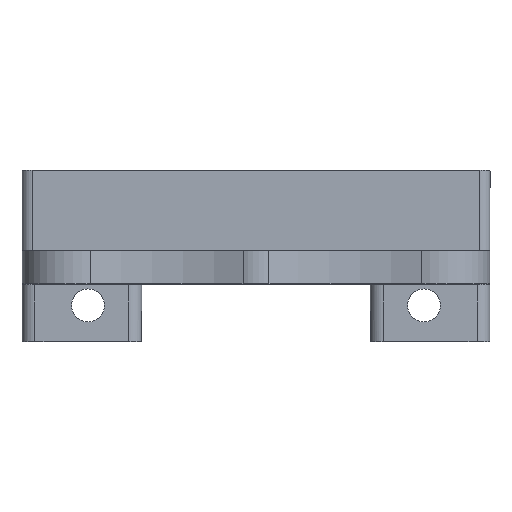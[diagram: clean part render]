
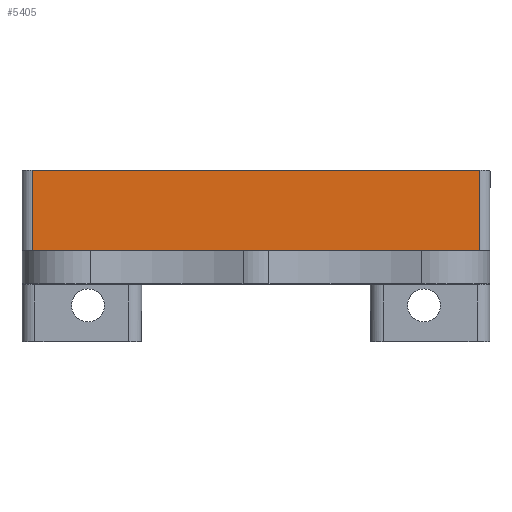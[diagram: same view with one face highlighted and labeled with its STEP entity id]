
A CAD part, top view. The second image highlights one B-rep face of the part: STEP entity #5405.
In plain terms, the highlighted planar face has unit normal (0, 0, 1).
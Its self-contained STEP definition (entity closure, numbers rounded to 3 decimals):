
#225=PLANE('',#5912);
#447=FACE_OUTER_BOUND('',#751,.T.);
#751=EDGE_LOOP('',(#4497,#4498,#4499,#4500));
#911=LINE('',#7988,#1351);
#1181=LINE('',#9828,#1621);
#1182=LINE('',#9833,#1622);
#1183=LINE('',#9835,#1623);
#1351=VECTOR('',#6230,10.);
#1621=VECTOR('',#7186,10.);
#1622=VECTOR('',#7193,10.);
#1623=VECTOR('',#7196,10.);
#2135=VERTEX_POINT('',#7985);
#2136=VERTEX_POINT('',#7987);
#2489=VERTEX_POINT('',#9827);
#2490=VERTEX_POINT('',#9831);
#2685=EDGE_CURVE('',#2135,#2136,#911,.T.);
#3212=EDGE_CURVE('',#2136,#2489,#1181,.T.);
#3215=EDGE_CURVE('',#2490,#2135,#1182,.T.);
#3216=EDGE_CURVE('',#2490,#2489,#1183,.T.);
#4497=ORIENTED_EDGE('',*,*,#3212,.F.);
#4498=ORIENTED_EDGE('',*,*,#2685,.F.);
#4499=ORIENTED_EDGE('',*,*,#3215,.F.);
#4500=ORIENTED_EDGE('',*,*,#3216,.T.);
#5405=ADVANCED_FACE('',(#447),#225,.F.);
#5912=AXIS2_PLACEMENT_3D('',#9834,#7194,#7195);
#6230=DIRECTION('',(1.,0.,0.));
#7186=DIRECTION('',(0.,-1.,0.));
#7193=DIRECTION('',(0.,1.,0.));
#7194=DIRECTION('center_axis',(0.,0.,-1.));
#7195=DIRECTION('ref_axis',(1.,0.,0.));
#7196=DIRECTION('',(1.,0.,0.));
#7985=CARTESIAN_POINT('',(-37.875,9.,39.528));
#7987=CARTESIAN_POINT('',(5.385,9.,39.528));
#7988=CARTESIAN_POINT('',(-27.56,9.,39.528));
#9827=CARTESIAN_POINT('',(5.385,1.2,39.528));
#9828=CARTESIAN_POINT('',(5.385,4.5,39.528));
#9831=CARTESIAN_POINT('',(-37.875,1.2,39.528));
#9833=CARTESIAN_POINT('',(-37.875,4.5,39.528));
#9834=CARTESIAN_POINT('Origin',(-38.875,9.,39.528));
#9835=CARTESIAN_POINT('',(-4.93,1.2,39.528));
